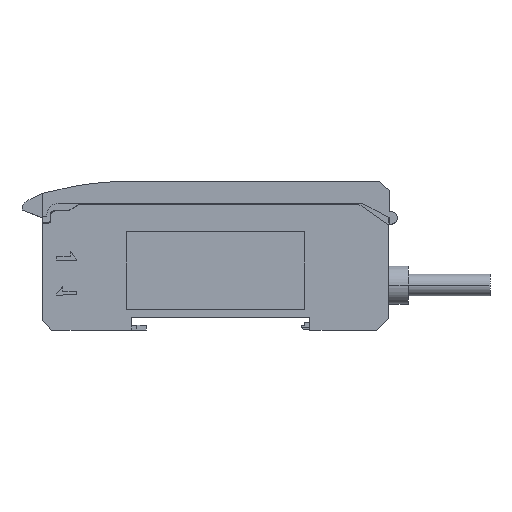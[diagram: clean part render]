
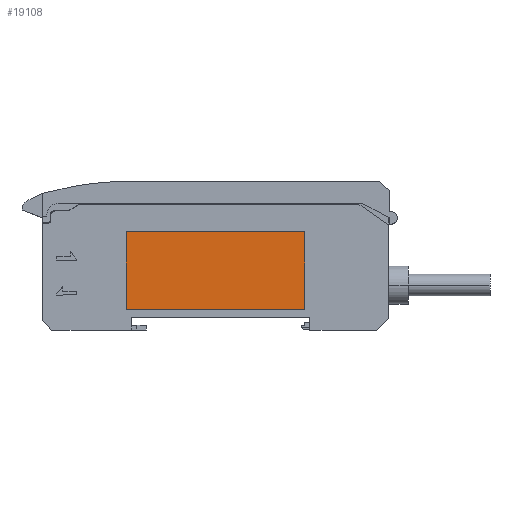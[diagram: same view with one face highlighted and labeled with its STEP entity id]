
A CAD part, top view. The second image highlights one B-rep face of the part: STEP entity #19108.
In plain terms, the highlighted planar face has unit normal (0, 0, 1).
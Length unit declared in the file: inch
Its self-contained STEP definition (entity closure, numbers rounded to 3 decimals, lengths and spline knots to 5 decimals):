
#374 = VERTEX_POINT ( 'NONE', #8409 ) ;
#419 = ORIENTED_EDGE ( 'NONE', *, *, #34745, .T. ) ;
#495 = CARTESIAN_POINT ( 'NONE',  ( -0.72835, -0.39728, 0.18898 ) ) ;
#3345 = LINE ( 'NONE', #36566, #34822 ) ;
#5991 = ORIENTED_EDGE ( 'NONE', *, *, #24764, .T. ) ;
#6571 = CARTESIAN_POINT ( 'NONE',  ( -0.72835, 0.24051, 0.18898 ) ) ;
#6690 = VECTOR ( 'NONE', #36170, 39.37008 ) ;
#6766 = AXIS2_PLACEMENT_3D ( 'NONE', #25158, #12800, #28183 ) ;
#8310 = ORIENTED_EDGE ( 'NONE', *, *, #11822, .T. ) ;
#8409 = CARTESIAN_POINT ( 'NONE',  ( -0.72835, 0.24051, 0.18898 ) ) ;
#9059 = LINE ( 'NONE', #495, #23945 ) ;
#10468 = CARTESIAN_POINT ( 'NONE',  ( -0.72835, -0.39728, 0.18898 ) ) ;
#11758 = ORIENTED_EDGE ( 'NONE', *, *, #34671, .T. ) ;
#11822 = EDGE_CURVE ( 'NONE', #27616, #26617, #9059, .T. ) ;
#12800 = DIRECTION ( 'NONE',  ( 0., 0., -1. ) ) ;
#15197 = FACE_OUTER_BOUND ( 'NONE', #20412, .T. ) ;
#17964 = VECTOR ( 'NONE', #31197, 39.37008 ) ;
#19108 = ADVANCED_FACE ( 'NONE', ( #15197 ), #39267, .F. ) ;
#20412 = EDGE_LOOP ( 'NONE', ( #5991, #419, #8310, #11758 ) ) ;
#21061 = DIRECTION ( 'NONE',  ( 1., 0., 0. ) ) ;
#21509 = LINE ( 'NONE', #33757, #6690 ) ;
#22609 = CARTESIAN_POINT ( 'NONE',  ( 0.72835, -0.39728, 0.18898 ) ) ;
#23945 = VECTOR ( 'NONE', #21061, 39.37008 ) ;
#24521 = LINE ( 'NONE', #6571, #17964 ) ;
#24764 = EDGE_CURVE ( 'NONE', #29738, #374, #24521, .T. ) ;
#25158 = CARTESIAN_POINT ( 'NONE',  ( 0., 0., 0.18898 ) ) ;
#26617 = VERTEX_POINT ( 'NONE', #22609 ) ;
#27120 = CARTESIAN_POINT ( 'NONE',  ( 0.72835, 0.24051, 0.18898 ) ) ;
#27616 = VERTEX_POINT ( 'NONE', #10468 ) ;
#28183 = DIRECTION ( 'NONE',  ( -1., 0., 0. ) ) ;
#29738 = VERTEX_POINT ( 'NONE', #27120 ) ;
#30130 = DIRECTION ( 'NONE',  ( 0., 1., 0. ) ) ;
#31197 = DIRECTION ( 'NONE',  ( -1., 0., 0. ) ) ;
#33757 = CARTESIAN_POINT ( 'NONE',  ( -0.72835, -0.39728, 0.18898 ) ) ;
#34671 = EDGE_CURVE ( 'NONE', #26617, #29738, #3345, .T. ) ;
#34745 = EDGE_CURVE ( 'NONE', #374, #27616, #21509, .T. ) ;
#34822 = VECTOR ( 'NONE', #30130, 39.37008 ) ;
#36170 = DIRECTION ( 'NONE',  ( 0., -1., 0. ) ) ;
#36566 = CARTESIAN_POINT ( 'NONE',  ( 0.72835, -0.39728, 0.18898 ) ) ;
#39267 = PLANE ( 'NONE',  #6766 ) ;
